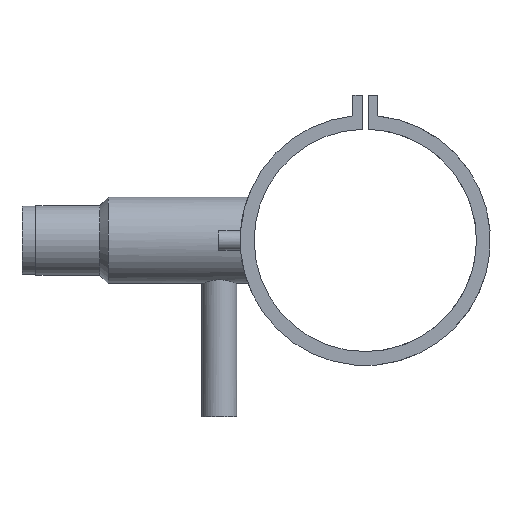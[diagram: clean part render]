
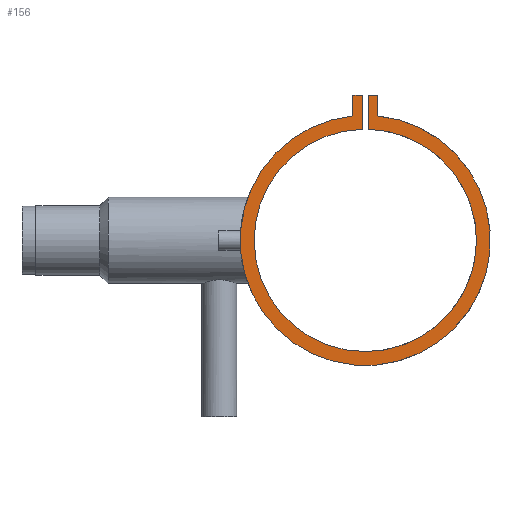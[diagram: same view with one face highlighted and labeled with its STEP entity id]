
A CAD part, left-side view. The second image highlights one B-rep face of the part: STEP entity #156.
In plain terms, the highlighted planar face has unit normal (-1, 0, 0).
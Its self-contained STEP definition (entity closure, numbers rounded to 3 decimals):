
#8 = CARTESIAN_POINT ( 'NONE',  ( -69., -2., 104.549 ) ) ;
#36 = EDGE_CURVE ( 'NONE', #718, #764, #124, .T. ) ;
#89 = DIRECTION ( 'NONE',  ( 0., 0., -1. ) ) ;
#95 = VERTEX_POINT ( 'NONE', #1471 ) ;
#118 = AXIS2_PLACEMENT_3D ( 'NONE', #1920, #248, #1825 ) ;
#124 = CIRCLE ( 'NONE', #118, 90. ) ;
#135 = CARTESIAN_POINT ( 'NONE',  ( -69., -9., 89.549 ) ) ;
#140 = CARTESIAN_POINT ( 'NONE',  ( -69., -2., 104.549 ) ) ;
#156 = ADVANCED_FACE ( 'NONE', ( #2095 ), #422, .F. ) ;
#234 = DIRECTION ( 'NONE',  ( 0., 0., -1. ) ) ;
#248 = DIRECTION ( 'NONE',  ( 1., 0., 0. ) ) ;
#272 = EDGE_CURVE ( 'NONE', #95, #1260, #308, .T. ) ;
#308 = LINE ( 'NONE', #1048, #1397 ) ;
#330 = ORIENTED_EDGE ( 'NONE', *, *, #2025, .F. ) ;
#353 = CARTESIAN_POINT ( 'NONE',  ( -69., 9., 104.549 ) ) ;
#372 = EDGE_CURVE ( 'NONE', #1505, #2102, #1821, .T. ) ;
#375 = ORIENTED_EDGE ( 'NONE', *, *, #272, .F. ) ;
#418 = LINE ( 'NONE', #1154, #2078 ) ;
#422 = PLANE ( 'NONE',  #1952 ) ;
#442 = AXIS2_PLACEMENT_3D ( 'NONE', #531, #1265, #2016 ) ;
#472 = CARTESIAN_POINT ( 'NONE',  ( -69., -2., 79.975 ) ) ;
#531 = CARTESIAN_POINT ( 'NONE',  ( -69., 0., 0. ) ) ;
#613 = ORIENTED_EDGE ( 'NONE', *, *, #621, .F. ) ;
#621 = EDGE_CURVE ( 'NONE', #2102, #718, #1031, .T. ) ;
#692 = EDGE_LOOP ( 'NONE', ( #1307, #613, #1447, #1148, #2126, #375, #806, #330 ) ) ;
#718 = VERTEX_POINT ( 'NONE', #135 ) ;
#719 = DIRECTION ( 'NONE',  ( 0., 0., 1. ) ) ;
#764 = VERTEX_POINT ( 'NONE', #1082 ) ;
#768 = DIRECTION ( 'NONE',  ( 0., 0., 1. ) ) ;
#806 = ORIENTED_EDGE ( 'NONE', *, *, #1527, .F. ) ;
#888 = DIRECTION ( 'NONE',  ( 0., -1., 0. ) ) ;
#1031 = LINE ( 'NONE', #1775, #1133 ) ;
#1048 = CARTESIAN_POINT ( 'NONE',  ( -69., 2., 104.549 ) ) ;
#1082 = CARTESIAN_POINT ( 'NONE',  ( -69., 9., 89.549 ) ) ;
#1116 = CARTESIAN_POINT ( 'NONE',  ( -69., -9., 104.549 ) ) ;
#1133 = VECTOR ( 'NONE', #89, 1000. ) ;
#1134 = VECTOR ( 'NONE', #768, 1000. ) ;
#1148 = ORIENTED_EDGE ( 'NONE', *, *, #1461, .F. ) ;
#1154 = CARTESIAN_POINT ( 'NONE',  ( -69., 9., 104.549 ) ) ;
#1158 = CARTESIAN_POINT ( 'NONE',  ( -69., 0., 0. ) ) ;
#1260 = VERTEX_POINT ( 'NONE', #1844 ) ;
#1265 = DIRECTION ( 'NONE',  ( -1., 0., 0. ) ) ;
#1307 = ORIENTED_EDGE ( 'NONE', *, *, #36, .F. ) ;
#1397 = VECTOR ( 'NONE', #1791, 1000. ) ;
#1447 = ORIENTED_EDGE ( 'NONE', *, *, #372, .F. ) ;
#1461 = EDGE_CURVE ( 'NONE', #2293, #1505, #1691, .T. ) ;
#1471 = CARTESIAN_POINT ( 'NONE',  ( -69., 2., 104.549 ) ) ;
#1479 = CIRCLE ( 'NONE', #442, 80. ) ;
#1505 = VERTEX_POINT ( 'NONE', #8 ) ;
#1527 = EDGE_CURVE ( 'NONE', #2049, #95, #418, .T. ) ;
#1637 = LINE ( 'NONE', #2394, #1881 ) ;
#1691 = LINE ( 'NONE', #2447, #1134 ) ;
#1775 = CARTESIAN_POINT ( 'NONE',  ( -69., -9., 104.549 ) ) ;
#1791 = DIRECTION ( 'NONE',  ( 0., 0., -1. ) ) ;
#1821 = LINE ( 'NONE', #140, #1915 ) ;
#1825 = DIRECTION ( 'NONE',  ( 0., 0., -1. ) ) ;
#1844 = CARTESIAN_POINT ( 'NONE',  ( -69., 2., 79.975 ) ) ;
#1845 = EDGE_CURVE ( 'NONE', #1260, #2293, #1479, .T. ) ;
#1881 = VECTOR ( 'NONE', #719, 1000. ) ;
#1902 = DIRECTION ( 'NONE',  ( 0., -1., 0. ) ) ;
#1909 = DIRECTION ( 'NONE',  ( 1., 0., 0. ) ) ;
#1915 = VECTOR ( 'NONE', #888, 1000. ) ;
#1920 = CARTESIAN_POINT ( 'NONE',  ( -69., 0., 0. ) ) ;
#1952 = AXIS2_PLACEMENT_3D ( 'NONE', #1158, #1909, #234 ) ;
#2016 = DIRECTION ( 'NONE',  ( 0., 0., -1. ) ) ;
#2025 = EDGE_CURVE ( 'NONE', #764, #2049, #1637, .T. ) ;
#2049 = VERTEX_POINT ( 'NONE', #353 ) ;
#2078 = VECTOR ( 'NONE', #1902, 1000. ) ;
#2095 = FACE_OUTER_BOUND ( 'NONE', #692, .T. ) ;
#2102 = VERTEX_POINT ( 'NONE', #1116 ) ;
#2126 = ORIENTED_EDGE ( 'NONE', *, *, #1845, .F. ) ;
#2293 = VERTEX_POINT ( 'NONE', #472 ) ;
#2394 = CARTESIAN_POINT ( 'NONE',  ( -69., 9., 104.549 ) ) ;
#2447 = CARTESIAN_POINT ( 'NONE',  ( -69., -2., 104.549 ) ) ;
